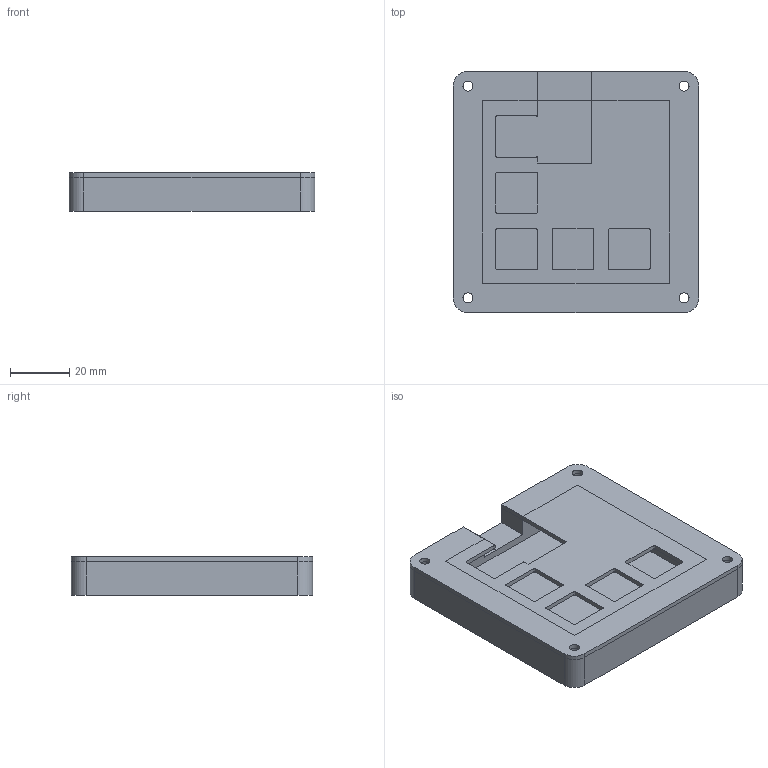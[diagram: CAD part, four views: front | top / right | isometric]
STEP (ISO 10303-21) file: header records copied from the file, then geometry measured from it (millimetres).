
FILE_DESCRIPTION(/* description */ (''),/* implementation_level */ '2;1');
FILE_NAME(/* name */ 'Case Hackpad 2 (Ensamblaje).step',/* time_stamp */ '2026-01-26T23:58:55-06:00',/* author */ (''),/* organization */ (''),/* preprocessor_version */ 'ST-DEVELOPER v20.1',/* originating_system */ 'Autodesk Translation Framework v14.24.0.0',/* authorisation */ '');
FILE_SCHEMA (('AUTOMOTIVE_DESIGN { 1 0 10303 214 3 1 1 }'));
Length unit declared in the file: centimetre
Products named in the file (3): Case Hackpad 2 (Ensamblaje); Case Hackpad 2; Case Hackpad
Assembly tree (2 placements, depth 2):
  Case Hackpad 2 (Ensamblaje)
    Case Hackpad 2
    Case Hackpad
Bounding box: 83 x 81.54 x 13 mm (x, y, z)
Volume: 54569.5 mm3; surface area: 31955.2 mm2
Topology: 2 solids, 2 shells, 329 faces, 903 edges, 602 vertices
Faces by surface type: bspline 151, plane 138, cylinder 40
Full cylindrical faces by diameter (mm): 3.4 x8, 6 x4
Entity records: 11940 total; most frequent: CARTESIAN_POINT 4406, ORIENTED_EDGE 1806, DIRECTION 1047, EDGE_CURVE 903, VERTEX_POINT 602, LINE 521, VECTOR 521, EDGE_LOOP 377
